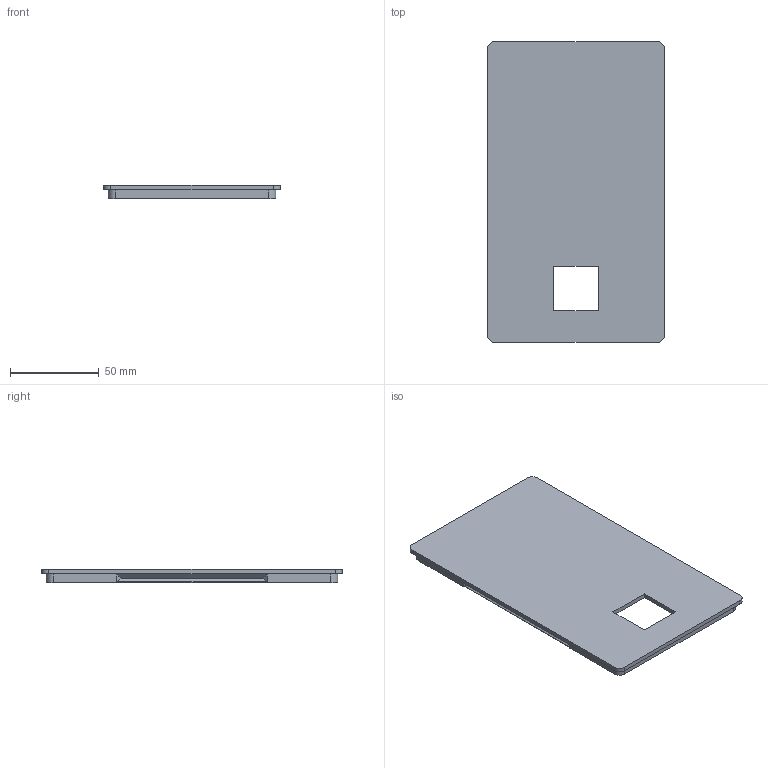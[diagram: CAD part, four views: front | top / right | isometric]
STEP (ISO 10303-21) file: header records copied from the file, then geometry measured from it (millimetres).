
FILE_DESCRIPTION(/* description */ ('STEP AP242','CAx-IF Rec.Pracs.---Representation and Presentation of Product Manufacturing Information (PMI)---4.0---2014-10-13','CAx-IF Rec.Pracs.---3D Tessellated Geometry---0.4---2014-09-14','2;1'),/* implementation_level */ '2;1');
FILE_NAME(/* name */ '6662de9fe75b6f673f48ea14',/* time_stamp */ '2024-06-07T10:19:12Z',/* author */ (''),/* organization */ (''),/* preprocessor_version */ 'ST-DEVELOPER v20',/* originating_system */ ' ',/* authorisation */ ' ');
FILE_SCHEMA (('AP242_MANAGED_MODEL_BASED_3D_ENGINEERING_MIM_LF { 1 0 10303 442 1 1 4 }'));
Length unit declared in the file: metre
Products named in the file (1): Lid
Bounding box: 100 x 170 x 7.5 mm (x, y, z)
Volume: 48127.6 mm3; surface area: 39908.5 mm2
Topology: 1 solids, 1 shells, 54 faces, 146 edges, 96 vertices
Faces by surface type: plane 42, cylinder 12
Entity records: 1708 total; most frequent: CARTESIAN_POINT 297, ORIENTED_EDGE 292, DIRECTION 280, EDGE_CURVE 146, LINE 122, VECTOR 122, VERTEX_POINT 96, AXIS2_PLACEMENT_3D 79
